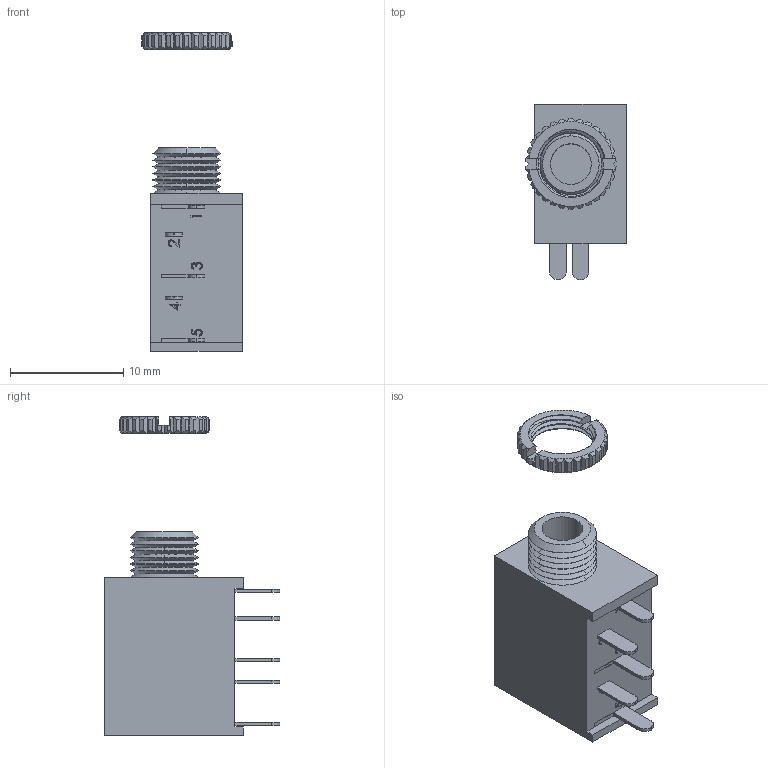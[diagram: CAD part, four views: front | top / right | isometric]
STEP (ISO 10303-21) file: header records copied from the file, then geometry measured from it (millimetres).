
FILE_DESCRIPTION (( 'STEP AP214' ), '1' );
FILE_NAME ('35RAPC4BV4.STEP', '2014-06-27T20:52:28', ( '' ), ( '' ), 'SwSTEP 2.0', 'SolidWorks 2014', '' );
FILE_SCHEMA (( 'AUTOMOTIVE_DESIGN' ));
Length unit declared in the file: inch
Products named in the file (1): 35RAPC4BV4
Bounding box: 8.89 x 15.5 x 28.2 mm (x, y, z)
Volume: 1311.2 mm3; surface area: 1240.2 mm2
Topology: 2 solids, 2 shells, 361 faces, 889 edges, 542 vertices
Faces by surface type: plane 156, cone 92, cylinder 78, bspline 35
Entity records: 18568 total; most frequent: CARTESIAN_POINT 5758, ORIENTED_EDGE 1778, DIRECTION 1538, EDGE_CURVE 889, AXIS2_PLACEMENT_3D 553, VERTEX_POINT 542, LINE 432, VECTOR 432
